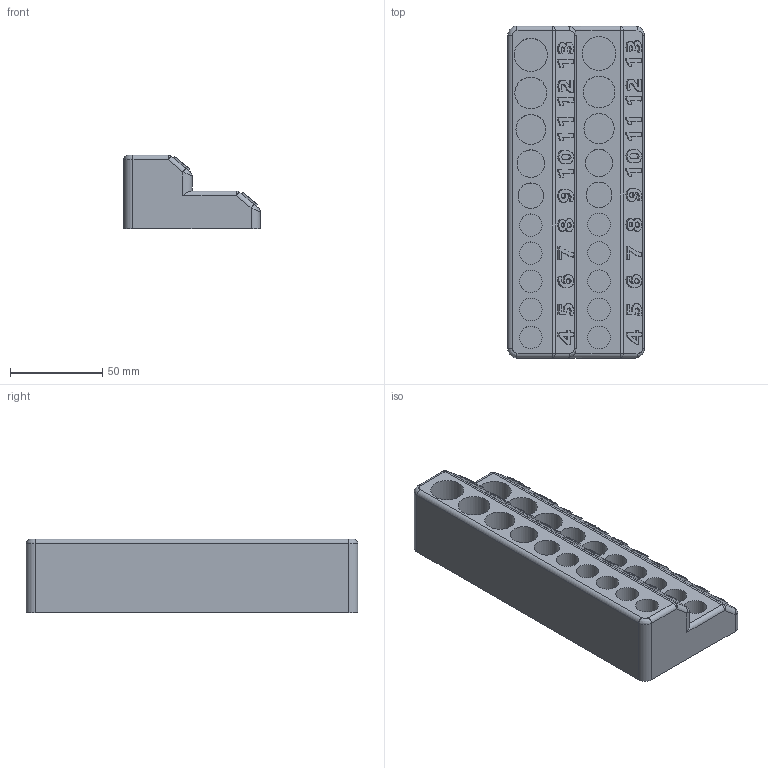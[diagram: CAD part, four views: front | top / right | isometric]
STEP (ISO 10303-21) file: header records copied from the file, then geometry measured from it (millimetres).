
FILE_DESCRIPTION(/* description */ (''),/* implementation_level */ '2;1');
FILE_NAME(/* name */ 'metric_1-4drive_deep+shallow.step',/* time_stamp */ '2021-03-22T14:30:58-05:00',/* author */ (''),/* organization */ (''),/* preprocessor_version */ 'ST-DEVELOPER v18.1',/* originating_system */ 'Autodesk Translation Framework v9.10.0.1330',/* authorisation */ '');
FILE_SCHEMA (('AUTOMOTIVE_DESIGN { 1 0 10303 214 3 1 1 }'));
Length unit declared in the file: millimetre
Products named in the file (1): metric_1-4drive_deep+shallow
Bounding box: 74 x 180 x 40 mm (x, y, z)
Volume: 293654.4 mm3; surface area: 68179.7 mm2
Topology: 1 solids, 1 shells, 767 faces, 2031 edges, 1346 vertices
Faces by surface type: bspline 488, plane 216, cylinder 59, sphere 4
Full cylindrical faces by diameter (mm): 12.15 x1, 12.2 x3, 12.25 x3, 12.28 x1, 12.35 x1, 12.4 x21, 13.8 x1, 13.85 x1, 14.9 x1, 14.95 x1, 16.2 x1, 16.35 x1, 17.3 x2, 18 x1, 18.35 x1
Entity records: 28321 total; most frequent: CARTESIAN_POINT 12489, ORIENTED_EDGE 4062, EDGE_CURVE 2031, DIRECTION 1747, VERTEX_POINT 1346, B_SPLINE_CURVE_WITH_KNOTS 966, LINE 943, VECTOR 943
